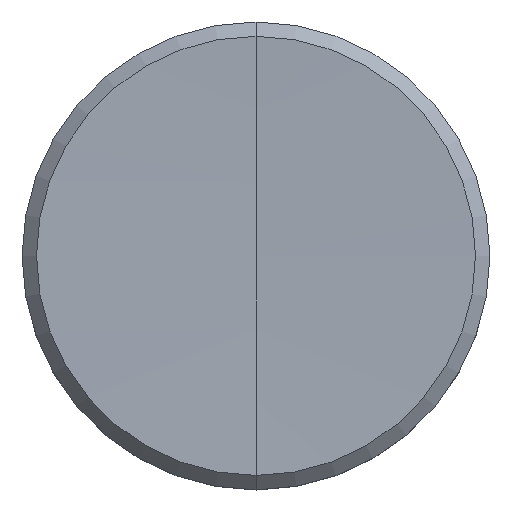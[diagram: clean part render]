
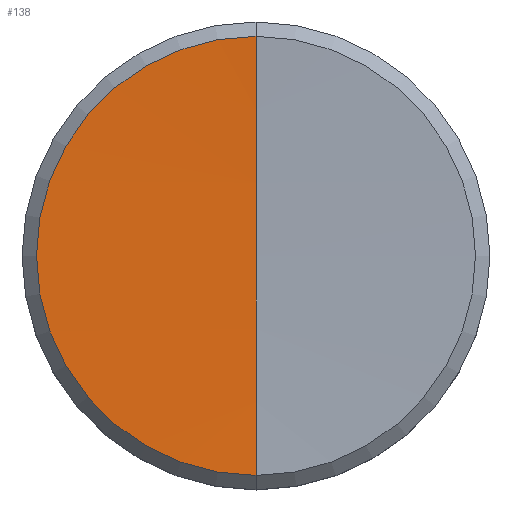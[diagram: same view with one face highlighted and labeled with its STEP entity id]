
A CAD part, top view. The second image highlights one B-rep face of the part: STEP entity #138.
In plain terms, the highlighted spherical face has radius 94.723 mm.
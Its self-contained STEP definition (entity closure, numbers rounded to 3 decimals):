
#21 = CARTESIAN_POINT ( 'NONE',  ( 0., 0., 97.473 ) ) ;
#28 = VERTEX_POINT ( 'NONE', #318 ) ;
#33 = DIRECTION ( 'NONE',  ( 0., 1., 0. ) ) ;
#43 = EDGE_CURVE ( 'NONE', #133, #68, #298, .T. ) ;
#55 = CIRCLE ( 'NONE', #371, 94.723 ) ;
#68 = VERTEX_POINT ( 'NONE', #140 ) ;
#93 = CARTESIAN_POINT ( 'NONE',  ( 0., -3.055, 2.799 ) ) ;
#111 = CARTESIAN_POINT ( 'NONE',  ( 0., 0., 97.473 ) ) ;
#126 = FACE_OUTER_BOUND ( 'NONE', #146, .T. ) ;
#130 = CARTESIAN_POINT ( 'NONE',  ( 0., 0., 2.799 ) ) ;
#133 = VERTEX_POINT ( 'NONE', #93 ) ;
#138 = ADVANCED_FACE ( 'NONE', ( #126 ), #286, .F. ) ;
#140 = CARTESIAN_POINT ( 'NONE',  ( 0., 0., 2.75 ) ) ;
#142 = CIRCLE ( 'NONE', #340, 3.055 ) ;
#146 = EDGE_LOOP ( 'NONE', ( #233, #362, #161 ) ) ;
#161 = ORIENTED_EDGE ( 'NONE', *, *, #264, .F. ) ;
#162 = CARTESIAN_POINT ( 'NONE',  ( 0., 0., 97.473 ) ) ;
#176 = DIRECTION ( 'NONE',  ( -1., 0., 0. ) ) ;
#186 = DIRECTION ( 'NONE',  ( 0., -1., 0. ) ) ;
#207 = AXIS2_PLACEMENT_3D ( 'NONE', #111, #342, #33 ) ;
#225 = DIRECTION ( 'NONE',  ( 1., 0., 0. ) ) ;
#233 = ORIENTED_EDGE ( 'NONE', *, *, #368, .T. ) ;
#263 = DIRECTION ( 'NONE',  ( 0., 0., 1. ) ) ;
#264 = EDGE_CURVE ( 'NONE', #28, #68, #55, .T. ) ;
#285 = DIRECTION ( 'NONE',  ( 0., 1., 0. ) ) ;
#286 = SPHERICAL_SURFACE ( 'NONE', #317, 94.723 ) ;
#298 = CIRCLE ( 'NONE', #207, 94.723 ) ;
#317 = AXIS2_PLACEMENT_3D ( 'NONE', #162, #225, #285 ) ;
#318 = CARTESIAN_POINT ( 'NONE',  ( 0., 3.055, 2.799 ) ) ;
#340 = AXIS2_PLACEMENT_3D ( 'NONE', #130, #370, #186 ) ;
#342 = DIRECTION ( 'NONE',  ( 1., 0., 0. ) ) ;
#362 = ORIENTED_EDGE ( 'NONE', *, *, #43, .T. ) ;
#368 = EDGE_CURVE ( 'NONE', #28, #133, #142, .T. ) ;
#370 = DIRECTION ( 'NONE',  ( 0., 0., 1. ) ) ;
#371 = AXIS2_PLACEMENT_3D ( 'NONE', #21, #176, #263 ) ;
